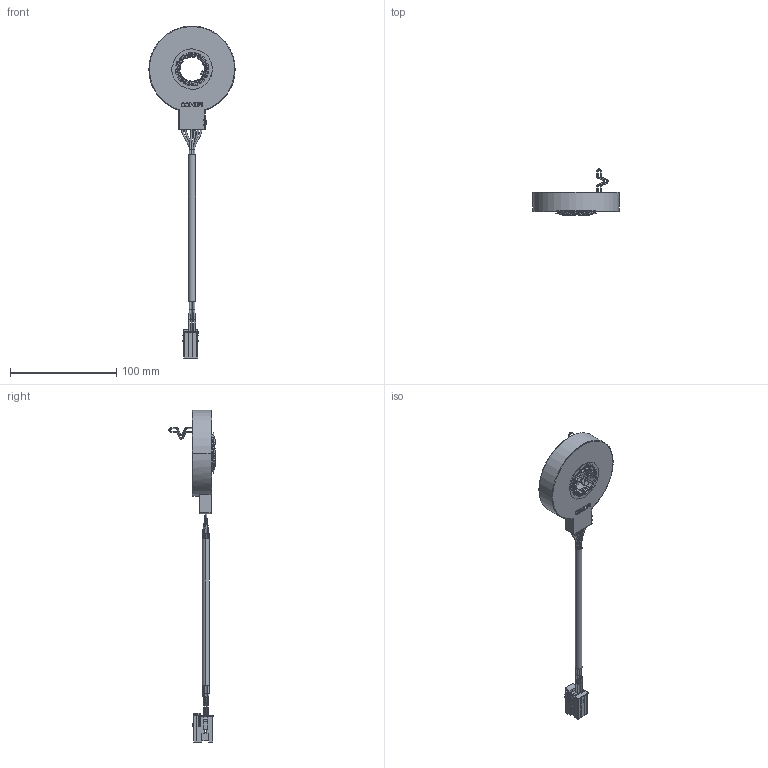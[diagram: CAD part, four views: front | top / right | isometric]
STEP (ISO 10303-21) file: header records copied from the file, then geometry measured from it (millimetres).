
FILE_DESCRIPTION((''),'2;1');
FILE_NAME('SX-4491A_SW0001','2015-05-29T',('bmozley'),(''),'CREO PARAMETRIC BY PTC INC, 2014500','CREO PARAMETRIC BY PTC INC, 2014500','');
FILE_SCHEMA(('CONFIG_CONTROL_DESIGN'));
Length unit declared in the file: inch
Products named in the file (1): SX-4491A_SW0001
Bounding box: 81.28 x 43.88 x 312.75 mm (x, y, z)
Volume: 94913.6 mm3; surface area: 43552.2 mm2
Topology: 5 solids, 5 shells, 1966 faces, 5393 edges, 3418 vertices
Faces by surface type: plane 913, cylinder 723, torus 157, cone 75, sphere 72, bspline 26
Entity records: 69237 total; most frequent: CARTESIAN_POINT 19000, ORIENTED_EDGE 10762, DIRECTION 10460, EDGE_CURVE 5381, AXIS2_PLACEMENT_3D 3821, VERTEX_POINT 3418, VECTOR 2818, LINE 2818
